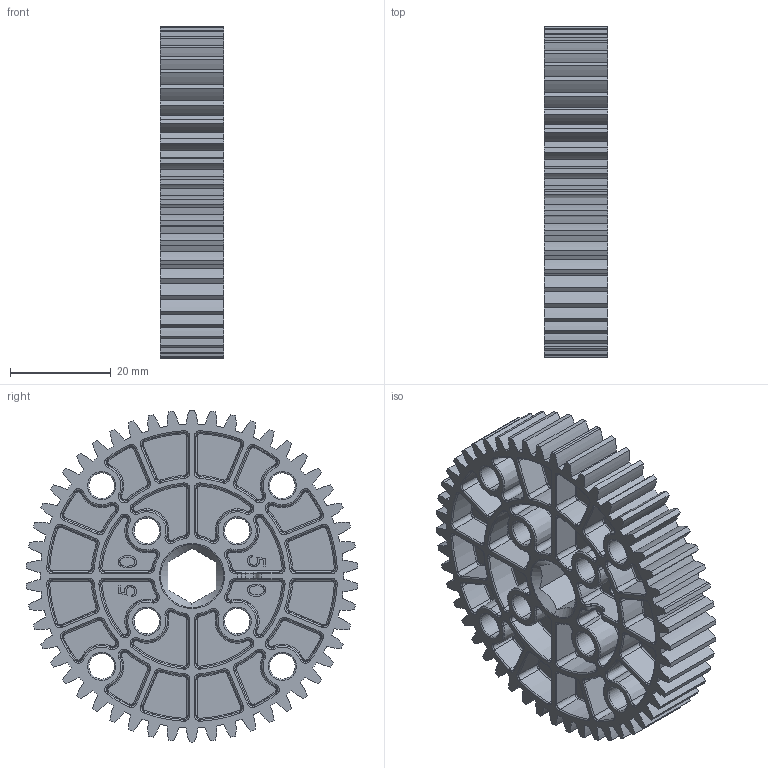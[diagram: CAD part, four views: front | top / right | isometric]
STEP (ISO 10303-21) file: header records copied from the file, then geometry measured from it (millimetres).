
FILE_DESCRIPTION (( 'STEP AP203' ), '1' );
FILE_NAME ('am-5020_50 50T 20DP 14.5PA 0.50 IN FW 0.375 Hex Gear.STEP', '2023-03-24T15:12:07', ( '' ), ( '' ), 'SwSTEP 2.0', 'SolidWorks 2022', '' );
FILE_SCHEMA (( 'CONFIG_CONTROL_DESIGN' ));
Products named in the file (1): am-5020_50 50T 20DP 14.5PA 0.50 IN FW 0.375 Hex Gear
Bounding box: 12.7 x 65.97 x 66.04 mm (x, y, z)
Volume: 19560.4 mm3; surface area: 21628 mm2
Topology: 1 solids, 1 shells, 1799 faces, 4353 edges, 2614 vertices
Faces by surface type: torus 804, cone 388, cylinder 365, plane 158, bspline 84
Entity records: 58476 total; most frequent: CARTESIAN_POINT 14503, DIRECTION 10675, ORIENTED_EDGE 8706, AXIS2_PLACEMENT_3D 4786, EDGE_CURVE 4353, CIRCLE 3070, VERTEX_POINT 2614, EDGE_LOOP 1875
